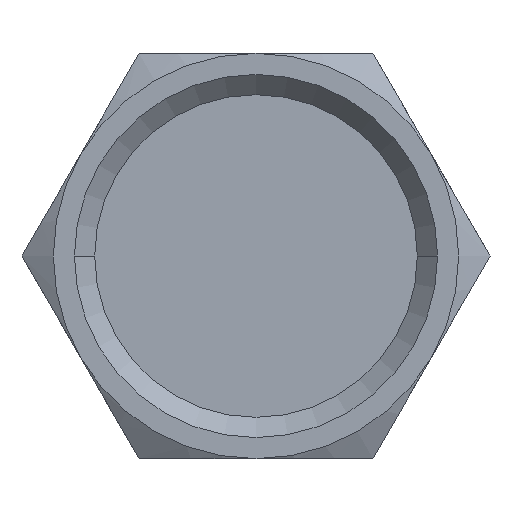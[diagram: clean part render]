
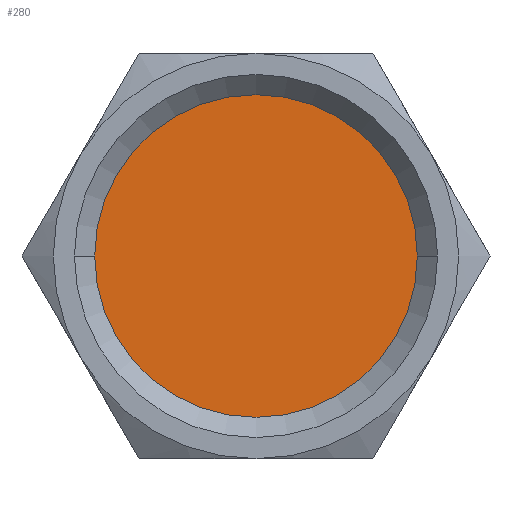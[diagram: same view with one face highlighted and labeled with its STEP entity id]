
A CAD part, front view. The second image highlights one B-rep face of the part: STEP entity #280.
In plain terms, the highlighted planar face has unit normal (0, -1, 0).
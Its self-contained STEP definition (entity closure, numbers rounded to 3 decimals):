
#2 = VERTEX_POINT ( 'NONE', #729 ) ;
#156 = ORIENTED_EDGE ( 'NONE', *, *, #1274, .F. ) ;
#157 = ORIENTED_EDGE ( 'NONE', *, *, #673, .F. ) ;
#176 = VERTEX_POINT ( 'NONE', #784 ) ;
#280 = ADVANCED_FACE ( 'NONE', ( #2553 ), #638, .T. ) ;
#507 = CARTESIAN_POINT ( 'NONE',  ( 0., 1.778, 0. ) ) ;
#508 = DIRECTION ( 'NONE',  ( 0., -1., 0. ) ) ;
#509 = DIRECTION ( 'NONE',  ( 0., 0., -1. ) ) ;
#638 = PLANE ( 'NONE',  #2661 ) ;
#673 = EDGE_CURVE ( 'NONE', #176, #2, #1747, .T. ) ;
#729 = CARTESIAN_POINT ( 'NONE',  ( -9.55, 1.778, 0. ) ) ;
#784 = CARTESIAN_POINT ( 'NONE',  ( 9.55, 1.778, 0. ) ) ;
#1049 = EDGE_LOOP ( 'NONE', ( #157, #156 ) ) ;
#1274 = EDGE_CURVE ( 'NONE', #2, #176, #1801, .T. ) ;
#1361 = CARTESIAN_POINT ( 'NONE',  ( 0., 1.778, 0. ) ) ;
#1362 = DIRECTION ( 'NONE',  ( 0., 1., 0. ) ) ;
#1363 = DIRECTION ( 'NONE',  ( 0., 0., -1. ) ) ;
#1612 = CARTESIAN_POINT ( 'NONE',  ( 0., 1.778, 0. ) ) ;
#1613 = DIRECTION ( 'NONE',  ( 0., 1., 0. ) ) ;
#1614 = DIRECTION ( 'NONE',  ( 0., 0., -1. ) ) ;
#1747 = CIRCLE ( 'NONE', #2349, 9.55 ) ;
#1801 = CIRCLE ( 'NONE', #2371, 9.55 ) ;
#2349 = AXIS2_PLACEMENT_3D ( 'NONE', #1612, #1613, #1614 ) ;
#2371 = AXIS2_PLACEMENT_3D ( 'NONE', #1361, #1362, #1363 ) ;
#2553 = FACE_OUTER_BOUND ( 'NONE', #1049, .T. ) ;
#2661 = AXIS2_PLACEMENT_3D ( 'NONE', #507, #508, #509 ) ;
